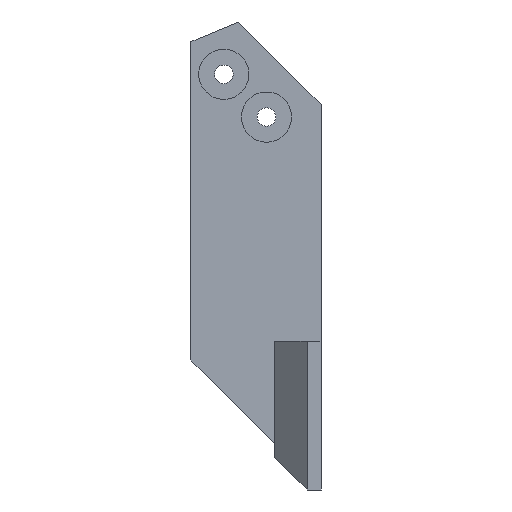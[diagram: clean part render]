
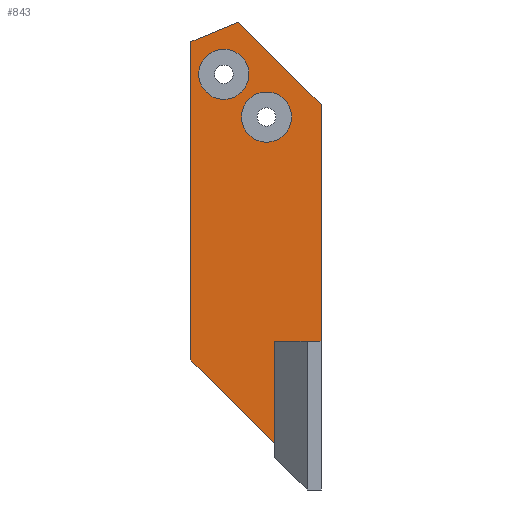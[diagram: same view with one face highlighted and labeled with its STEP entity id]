
A CAD part, front view. The second image highlights one B-rep face of the part: STEP entity #843.
In plain terms, the highlighted planar face has unit normal (0, -1, 0).
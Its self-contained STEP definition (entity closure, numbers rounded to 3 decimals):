
#23=FACE_BOUND('',#102,.T.);
#24=FACE_BOUND('',#103,.T.);
#56=FACE_OUTER_BOUND('',#101,.T.);
#101=EDGE_LOOP('',(#578,#579,#580,#581,#582,#583,#584));
#102=EDGE_LOOP('',(#585));
#103=EDGE_LOOP('',(#586));
#166=CIRCLE('',#909,2.7);
#167=CIRCLE('',#910,2.7);
#190=LINE('',#1244,#281);
#191=LINE('',#1246,#282);
#192=LINE('',#1248,#283);
#193=LINE('',#1250,#284);
#194=LINE('',#1252,#285);
#195=LINE('',#1254,#286);
#196=LINE('',#1255,#287);
#281=VECTOR('',#1001,12.556);
#282=VECTOR('',#1002,5.543);
#283=VECTOR('',#1003,34.251);
#284=VECTOR('',#1004,12.728);
#285=VECTOR('',#1005,11.01);
#286=VECTOR('',#1006,5.);
#287=VECTOR('',#1007,25.484);
#375=VERTEX_POINT('',#1242);
#376=VERTEX_POINT('',#1243);
#377=VERTEX_POINT('',#1245);
#378=VERTEX_POINT('',#1247);
#379=VERTEX_POINT('',#1249);
#380=VERTEX_POINT('',#1251);
#381=VERTEX_POINT('',#1253);
#382=VERTEX_POINT('',#1256);
#383=VERTEX_POINT('',#1258);
#456=EDGE_CURVE('',#375,#376,#190,.T.);
#457=EDGE_CURVE('',#376,#377,#191,.T.);
#458=EDGE_CURVE('',#378,#377,#192,.T.);
#459=EDGE_CURVE('',#378,#379,#193,.T.);
#460=EDGE_CURVE('',#379,#380,#194,.T.);
#461=EDGE_CURVE('',#381,#380,#195,.T.);
#462=EDGE_CURVE('',#381,#375,#196,.T.);
#463=EDGE_CURVE('',#382,#382,#166,.T.);
#464=EDGE_CURVE('',#383,#383,#167,.T.);
#578=ORIENTED_EDGE('',*,*,#456,.T.);
#579=ORIENTED_EDGE('',*,*,#457,.T.);
#580=ORIENTED_EDGE('',*,*,#458,.F.);
#581=ORIENTED_EDGE('',*,*,#459,.T.);
#582=ORIENTED_EDGE('',*,*,#460,.T.);
#583=ORIENTED_EDGE('',*,*,#461,.F.);
#584=ORIENTED_EDGE('',*,*,#462,.T.);
#585=ORIENTED_EDGE('',*,*,#463,.T.);
#586=ORIENTED_EDGE('',*,*,#464,.T.);
#808=PLANE('',#908);
#843=ADVANCED_FACE('',(#56,#23,#24),#808,.F.);
#908=AXIS2_PLACEMENT_3D('',#1241,#999,#1000);
#909=AXIS2_PLACEMENT_3D('',#1257,#1008,#1009);
#910=AXIS2_PLACEMENT_3D('',#1259,#1010,#1011);
#999=DIRECTION('center_axis',(0.,1.,0.));
#1000=DIRECTION('ref_axis',(-1.,0.,0.));
#1001=DIRECTION('',(-0.707,0.,0.707));
#1002=DIRECTION('',(-0.924,0.,-0.383));
#1003=DIRECTION('',(0.,0.,1.));
#1004=DIRECTION('',(0.707,0.,-0.707));
#1005=DIRECTION('',(0.,0.,1.));
#1006=DIRECTION('',(-1.,0.,0.));
#1007=DIRECTION('',(0.,0.,1.));
#1008=DIRECTION('center_axis',(0.,1.,0.));
#1009=DIRECTION('ref_axis',(-1.,0.,0.));
#1010=DIRECTION('center_axis',(0.,1.,0.));
#1011=DIRECTION('ref_axis',(-1.,0.,0.));
#1241=CARTESIAN_POINT('Origin',(-26.5,-11.,63.461));
#1242=CARTESIAN_POINT('',(-22.5,-11.,75.284));
#1243=CARTESIAN_POINT('',(-31.379,-11.,84.163));
#1244=CARTESIAN_POINT('',(-22.5,-11.,75.284));
#1245=CARTESIAN_POINT('',(-36.5,-11.,82.041));
#1246=CARTESIAN_POINT('',(-31.379,-11.,84.163));
#1247=CARTESIAN_POINT('',(-36.5,-11.,47.79));
#1248=CARTESIAN_POINT('',(-36.5,-11.,47.79));
#1249=CARTESIAN_POINT('',(-27.5,-11.,38.79));
#1250=CARTESIAN_POINT('',(-36.5,-11.,47.79));
#1251=CARTESIAN_POINT('',(-27.5,-11.,49.8));
#1252=CARTESIAN_POINT('',(-27.5,-11.,38.79));
#1253=CARTESIAN_POINT('',(-22.5,-11.,49.8));
#1254=CARTESIAN_POINT('',(-22.5,-11.,49.8));
#1255=CARTESIAN_POINT('',(-22.5,-11.,49.8));
#1256=CARTESIAN_POINT('',(-30.278,-11.,72.03));
#1257=CARTESIAN_POINT('Origin',(-28.369,-11.,73.939));
#1258=CARTESIAN_POINT('',(-34.874,-11.,76.626));
#1259=CARTESIAN_POINT('Origin',(-32.965,-11.,78.535));
